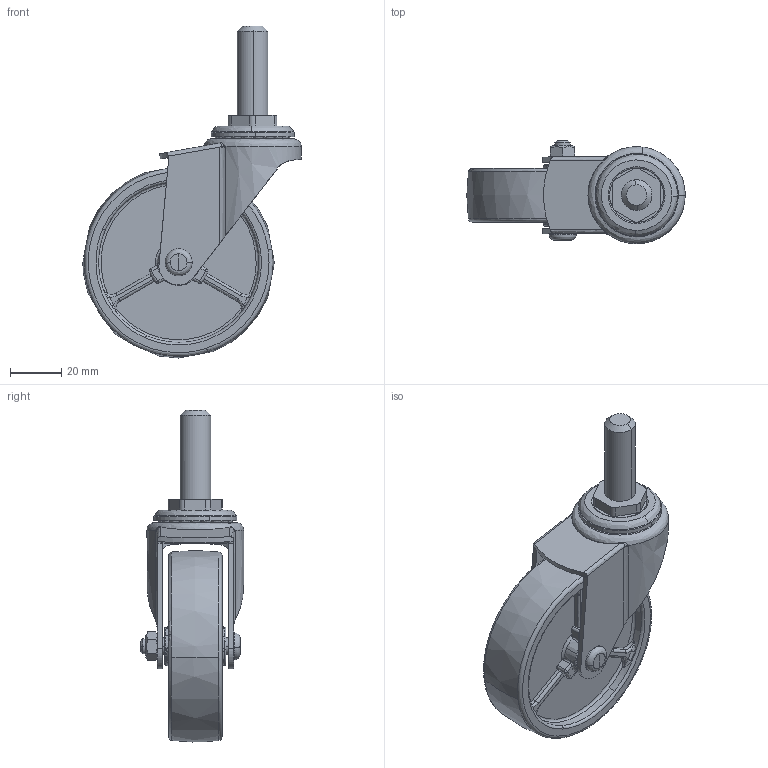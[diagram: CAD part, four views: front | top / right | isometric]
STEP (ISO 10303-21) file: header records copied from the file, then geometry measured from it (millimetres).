
FILE_DESCRIPTION((''),'2;1');
FILE_NAME('','2005-12-15T17:03:41',(''),(''),'','CADfix','');
FILE_SCHEMA(('AUTOMOTIVE_DESIGN'));
Length unit declared in the file: millimetre
Products named in the file (6): body; wheel; mounting plate; main shaft; axle; No_420_EA_N75_3_27685_36
Assembly tree (5 placements, depth 2):
  No_420_EA_N75_3_27685_36
    body
    wheel
    mounting plate
    main shaft
    axle
Bounding box: 85.5 x 40.6 x 129.99 mm (x, y, z)
Volume: 87715.4 mm3; surface area: 34197.2 mm2
Topology: 5 solids, 5 shells, 404 faces, 1184 edges, 818 vertices
Faces by surface type: bspline 404
Entity records: 42338 total; most frequent: CARTESIAN_POINT 35730, ORIENTED_EDGE 2358, EDGE_CURVE 1179, VERTEX_POINT 818, EDGE_LOOP 517, FACE_OUTER_BOUND 403, ADVANCED_FACE 403, QUASI_UNIFORM_CURVE 296
